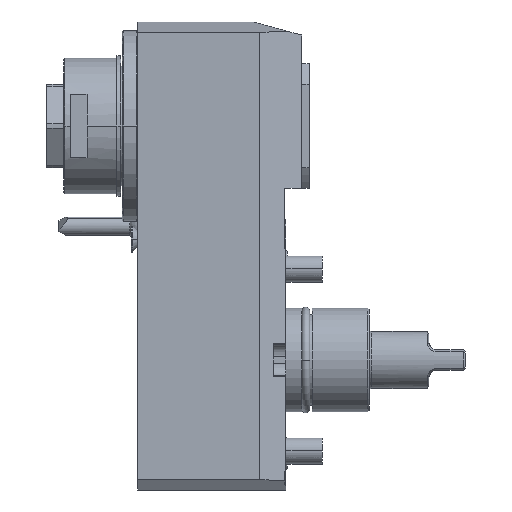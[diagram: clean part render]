
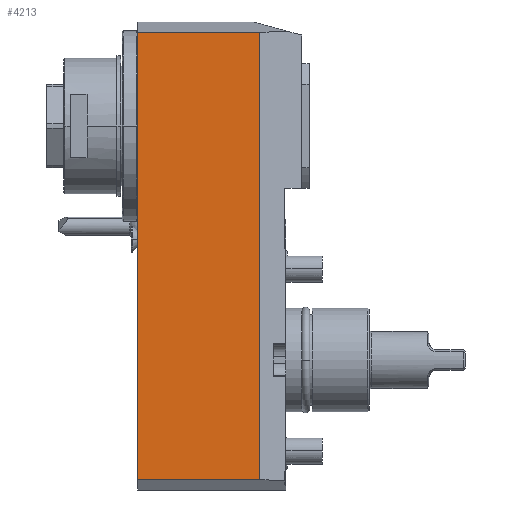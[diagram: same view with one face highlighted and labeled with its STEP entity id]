
A CAD part, front view. The second image highlights one B-rep face of the part: STEP entity #4213.
In plain terms, the highlighted planar face has unit normal (0, -1, 0).
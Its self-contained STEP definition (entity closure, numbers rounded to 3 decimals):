
#364=DIRECTION('',(-1.,0.,0.));
#365=VECTOR('',#364,46.945);
#366=CARTESIAN_POINT('',(-10.055,-41.,125.981));
#367=LINE('',#366,#365);
#372=DIRECTION('',(0.,0.,-1.));
#373=VECTOR('',#372,171.962);
#374=CARTESIAN_POINT('',(-10.055,-41.,125.981));
#375=LINE('',#374,#373);
#380=DIRECTION('',(1.,0.,0.));
#381=VECTOR('',#380,46.945);
#382=CARTESIAN_POINT('',(-57.,-41.,-45.981));
#383=LINE('',#382,#381);
#400=DIRECTION('',(0.,0.,-1.));
#401=VECTOR('',#400,171.962);
#402=CARTESIAN_POINT('',(-57.,-41.,125.981));
#403=LINE('',#402,#401);
#3347=CARTESIAN_POINT('',(-10.055,-41.,125.981));
#3348=VERTEX_POINT('',#3347);
#3361=CARTESIAN_POINT('',(-10.055,-41.,-45.981));
#3362=VERTEX_POINT('',#3361);
#3518=CARTESIAN_POINT('',(-57.,-41.,-45.981));
#3520=VERTEX_POINT('',#3518);
#3521=CARTESIAN_POINT('',(-57.,-41.,125.981));
#3523=VERTEX_POINT('',#3521);
#4199=CARTESIAN_POINT('',(0.,-41.,0.));
#4200=DIRECTION('',(0.,1.,0.));
#4201=DIRECTION('',(0.,0.,-1.));
#4202=AXIS2_PLACEMENT_3D('',#4199,#4200,#4201);
#4203=PLANE('',#4202);
#4205=ORIENTED_EDGE('',*,*,#4204,.F.);
#4207=ORIENTED_EDGE('',*,*,#4206,.F.);
#4208=ORIENTED_EDGE('',*,*,#4187,.F.);
#4210=ORIENTED_EDGE('',*,*,#4209,.T.);
#4211=EDGE_LOOP('',(#4205,#4207,#4208,#4210));
#4212=FACE_OUTER_BOUND('',#4211,.F.);
#4213=ADVANCED_FACE('',(#4212),#4203,.F.);
#4187=EDGE_CURVE('',#3348,#3523,#367,.T.);
#4204=EDGE_CURVE('',#3520,#3362,#383,.T.);
#4206=EDGE_CURVE('',#3523,#3520,#403,.T.);
#4209=EDGE_CURVE('',#3348,#3362,#375,.T.);
